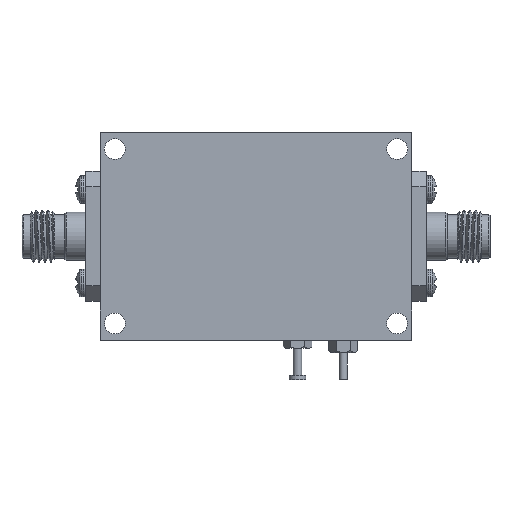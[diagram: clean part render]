
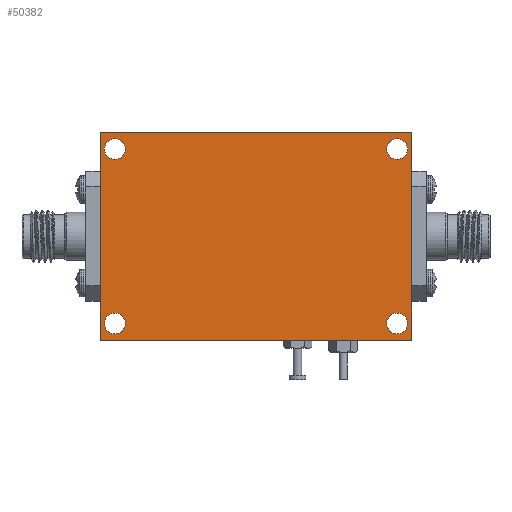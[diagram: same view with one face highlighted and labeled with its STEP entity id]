
A CAD part, front view. The second image highlights one B-rep face of the part: STEP entity #50382.
In plain terms, the highlighted planar face has unit normal (0, -1, 0).
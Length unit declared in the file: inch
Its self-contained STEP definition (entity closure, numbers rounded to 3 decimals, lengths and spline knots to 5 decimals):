
#125 = FACE_BOUND ( 'NONE', #42566, .T. ) ;
#357 = ORIENTED_EDGE ( 'NONE', *, *, #49019, .F. ) ;
#612 = VERTEX_POINT ( 'NONE', #40480 ) ;
#664 = DIRECTION ( 'NONE',  ( 0., 1., 0. ) ) ;
#1590 = CARTESIAN_POINT ( 'NONE',  ( 0.68, -0.2, 0.47 ) ) ;
#2513 = LINE ( 'NONE', #15300, #52096 ) ;
#4014 = AXIS2_PLACEMENT_3D ( 'NONE', #16702, #7691, #24268 ) ;
#4540 = DIRECTION ( 'NONE',  ( 0., 0., 1. ) ) ;
#5021 = ORIENTED_EDGE ( 'NONE', *, *, #13628, .F. ) ;
#7212 = ORIENTED_EDGE ( 'NONE', *, *, #42354, .F. ) ;
#7691 = DIRECTION ( 'NONE',  ( 0., 1., 0. ) ) ;
#8819 = DIRECTION ( 'NONE',  ( 0., 0., 1. ) ) ;
#9263 = VECTOR ( 'NONE', #17116, 39.37008 ) ;
#9401 = CARTESIAN_POINT ( 'NONE',  ( 0., -0.2, 0. ) ) ;
#9668 = PLANE ( 'NONE',  #27901 ) ;
#10969 = VECTOR ( 'NONE', #25254, 39.37008 ) ;
#13199 = FACE_BOUND ( 'NONE', #54400, .T. ) ;
#13211 = VERTEX_POINT ( 'NONE', #17851 ) ;
#13473 = DIRECTION ( 'NONE',  ( 0., 0., -1. ) ) ;
#13628 = EDGE_CURVE ( 'NONE', #612, #53896, #46589, .T. ) ;
#13813 = CIRCLE ( 'NONE', #37908, 0.05 ) ;
#14441 = CIRCLE ( 'NONE', #43220, 0.05 ) ;
#15300 = CARTESIAN_POINT ( 'NONE',  ( -0.75, -0.2, 0.5 ) ) ;
#15878 = EDGE_LOOP ( 'NONE', ( #16429 ) ) ;
#16429 = ORIENTED_EDGE ( 'NONE', *, *, #21235, .T. ) ;
#16702 = CARTESIAN_POINT ( 'NONE',  ( 0.68, -0.2, -0.42 ) ) ;
#16848 = DIRECTION ( 'NONE',  ( 0., 0., 1. ) ) ;
#17116 = DIRECTION ( 'NONE',  ( 1., 0., 0. ) ) ;
#17851 = CARTESIAN_POINT ( 'NONE',  ( -0.68, -0.2, 0.47 ) ) ;
#18294 = ORIENTED_EDGE ( 'NONE', *, *, #54704, .T. ) ;
#18882 = CARTESIAN_POINT ( 'NONE',  ( -0.75, -0.2, -0.5 ) ) ;
#21235 = EDGE_CURVE ( 'NONE', #49814, #49814, #44819, .T. ) ;
#21396 = CARTESIAN_POINT ( 'NONE',  ( -0.68, -0.2, 0.42 ) ) ;
#22015 = EDGE_LOOP ( 'NONE', ( #7212, #357, #25975, #5021 ) ) ;
#22166 = VECTOR ( 'NONE', #41373, 39.37008 ) ;
#24268 = DIRECTION ( 'NONE',  ( 0., 0., 1. ) ) ;
#24511 = CARTESIAN_POINT ( 'NONE',  ( -0.75, -0.2, -0.5 ) ) ;
#24865 = CIRCLE ( 'NONE', #57368, 0.05 ) ;
#24963 = LINE ( 'NONE', #30168, #10969 ) ;
#25254 = DIRECTION ( 'NONE',  ( 0., 0., -1. ) ) ;
#25844 = CARTESIAN_POINT ( 'NONE',  ( 0.68, -0.2, 0.42 ) ) ;
#25975 = ORIENTED_EDGE ( 'NONE', *, *, #35105, .F. ) ;
#26984 = CARTESIAN_POINT ( 'NONE',  ( -0.75, -0.2, 0.5 ) ) ;
#27114 = CARTESIAN_POINT ( 'NONE',  ( -0.75, -0.2, 0.5 ) ) ;
#27901 = AXIS2_PLACEMENT_3D ( 'NONE', #9401, #53270, #13473 ) ;
#28910 = EDGE_CURVE ( 'NONE', #55338, #55338, #13813, .T. ) ;
#28921 = EDGE_LOOP ( 'NONE', ( #53948 ) ) ;
#30168 = CARTESIAN_POINT ( 'NONE',  ( 0.75, -0.2, 0.5 ) ) ;
#31054 = LINE ( 'NONE', #26984, #9263 ) ;
#33550 = VERTEX_POINT ( 'NONE', #34691 ) ;
#34691 = CARTESIAN_POINT ( 'NONE',  ( -0.68, -0.2, -0.37 ) ) ;
#35105 = EDGE_CURVE ( 'NONE', #53896, #42814, #2513, .T. ) ;
#37908 = AXIS2_PLACEMENT_3D ( 'NONE', #25844, #46760, #16848 ) ;
#40480 = CARTESIAN_POINT ( 'NONE',  ( 0.75, -0.2, -0.5 ) ) ;
#41373 = DIRECTION ( 'NONE',  ( -1., 0., 0. ) ) ;
#41517 = VERTEX_POINT ( 'NONE', #54029 ) ;
#42354 = EDGE_CURVE ( 'NONE', #41517, #612, #24963, .T. ) ;
#42566 = EDGE_LOOP ( 'NONE', ( #18294 ) ) ;
#42814 = VERTEX_POINT ( 'NONE', #27114 ) ;
#42859 = EDGE_CURVE ( 'NONE', #33550, #33550, #24865, .T. ) ;
#43220 = AXIS2_PLACEMENT_3D ( 'NONE', #21396, #44334, #4540 ) ;
#44267 = FACE_BOUND ( 'NONE', #15878, .T. ) ;
#44334 = DIRECTION ( 'NONE',  ( 0., 1., 0. ) ) ;
#44819 = CIRCLE ( 'NONE', #4014, 0.05 ) ;
#45104 = FACE_OUTER_BOUND ( 'NONE', #22015, .T. ) ;
#45541 = DIRECTION ( 'NONE',  ( 0., 0., 1. ) ) ;
#46324 = CARTESIAN_POINT ( 'NONE',  ( 0.68, -0.2, -0.37 ) ) ;
#46589 = LINE ( 'NONE', #24511, #22166 ) ;
#46760 = DIRECTION ( 'NONE',  ( 0., 1., 0. ) ) ;
#48614 = CARTESIAN_POINT ( 'NONE',  ( -0.68, -0.2, -0.42 ) ) ;
#48901 = FACE_BOUND ( 'NONE', #28921, .T. ) ;
#49019 = EDGE_CURVE ( 'NONE', #42814, #41517, #31054, .T. ) ;
#49814 = VERTEX_POINT ( 'NONE', #46324 ) ;
#50382 = ADVANCED_FACE ( 'NONE', ( #45104, #48901, #44267, #125, #13199 ), #9668, .T. ) ;
#50391 = ORIENTED_EDGE ( 'NONE', *, *, #28910, .T. ) ;
#52096 = VECTOR ( 'NONE', #45541, 39.37008 ) ;
#53270 = DIRECTION ( 'NONE',  ( 0., -1., 0. ) ) ;
#53896 = VERTEX_POINT ( 'NONE', #18882 ) ;
#53948 = ORIENTED_EDGE ( 'NONE', *, *, #42859, .T. ) ;
#54029 = CARTESIAN_POINT ( 'NONE',  ( 0.75, -0.2, 0.5 ) ) ;
#54400 = EDGE_LOOP ( 'NONE', ( #50391 ) ) ;
#54704 = EDGE_CURVE ( 'NONE', #13211, #13211, #14441, .T. ) ;
#55338 = VERTEX_POINT ( 'NONE', #1590 ) ;
#57368 = AXIS2_PLACEMENT_3D ( 'NONE', #48614, #664, #8819 ) ;
